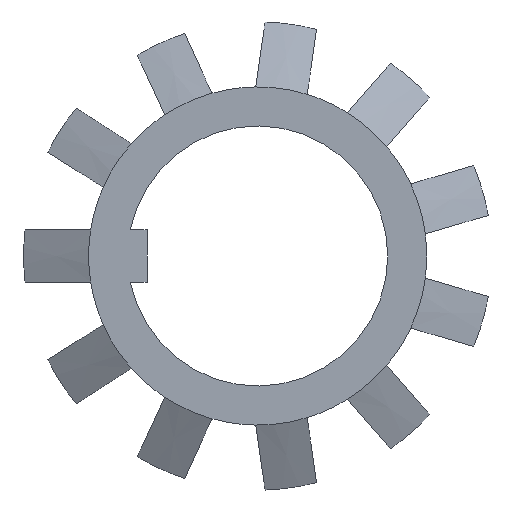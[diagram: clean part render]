
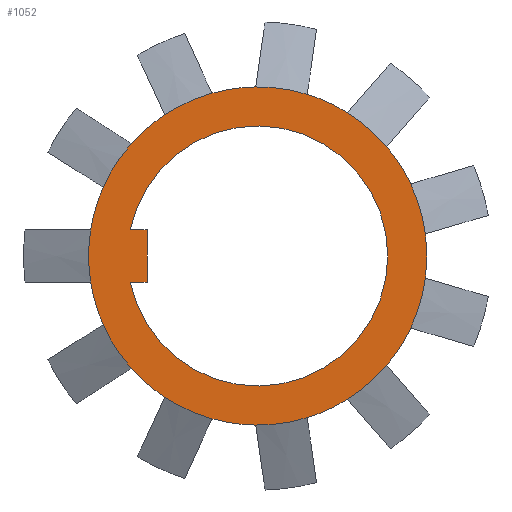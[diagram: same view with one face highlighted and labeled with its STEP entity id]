
A CAD part, left-side view. The second image highlights one B-rep face of the part: STEP entity #1052.
In plain terms, the highlighted planar face has unit normal (-1, 0, 0).
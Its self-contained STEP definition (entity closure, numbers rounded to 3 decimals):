
#104=FACE_BOUND('',#250,.T.);
#106=CIRCLE('',#1139,13.);
#107=CIRCLE('',#1140,13.);
#108=CIRCLE('',#1141,13.);
#109=CIRCLE('',#1142,13.);
#110=CIRCLE('',#1143,13.);
#111=CIRCLE('',#1144,13.);
#112=CIRCLE('',#1145,13.);
#113=CIRCLE('',#1146,13.);
#114=CIRCLE('',#1147,13.);
#115=CIRCLE('',#1148,13.);
#116=CIRCLE('',#1149,13.);
#117=CIRCLE('',#1150,13.);
#118=CIRCLE('',#1151,13.);
#119=CIRCLE('',#1152,13.);
#120=CIRCLE('',#1153,13.);
#121=CIRCLE('',#1154,13.);
#122=CIRCLE('',#1155,13.);
#123=CIRCLE('',#1156,13.);
#124=CIRCLE('',#1157,13.);
#125=CIRCLE('',#1158,13.);
#126=CIRCLE('',#1159,13.);
#127=CIRCLE('',#1160,13.);
#128=CIRCLE('',#1161,10.);
#177=FACE_OUTER_BOUND('',#249,.T.);
#249=EDGE_LOOP('',(#702,#703,#704,#705,#706,#707,#708,#709,#710,#711,#712,
#713,#714,#715,#716,#717,#718,#719,#720,#721,#722,#723));
#250=EDGE_LOOP('',(#724,#725,#726,#727));
#323=LINE('',#1620,#377);
#324=LINE('',#1623,#378);
#328=LINE('',#1631,#382);
#377=VECTOR('',#1282,10.);
#378=VECTOR('',#1285,10.);
#382=VECTOR('',#1291,10.);
#429=VERTEX_POINT('',#1614);
#431=VERTEX_POINT('',#1618);
#432=VERTEX_POINT('',#1622);
#434=VERTEX_POINT('',#1628);
#436=VERTEX_POINT('',#1634);
#437=VERTEX_POINT('',#1635);
#438=VERTEX_POINT('',#1637);
#439=VERTEX_POINT('',#1639);
#440=VERTEX_POINT('',#1641);
#441=VERTEX_POINT('',#1643);
#442=VERTEX_POINT('',#1645);
#443=VERTEX_POINT('',#1647);
#444=VERTEX_POINT('',#1649);
#445=VERTEX_POINT('',#1651);
#446=VERTEX_POINT('',#1653);
#447=VERTEX_POINT('',#1655);
#448=VERTEX_POINT('',#1657);
#449=VERTEX_POINT('',#1659);
#450=VERTEX_POINT('',#1661);
#451=VERTEX_POINT('',#1663);
#452=VERTEX_POINT('',#1665);
#453=VERTEX_POINT('',#1667);
#454=VERTEX_POINT('',#1669);
#455=VERTEX_POINT('',#1671);
#456=VERTEX_POINT('',#1673);
#457=VERTEX_POINT('',#1675);
#527=EDGE_CURVE('',#431,#429,#323,.T.);
#528=EDGE_CURVE('',#432,#431,#324,.T.);
#532=EDGE_CURVE('',#434,#432,#328,.T.);
#534=EDGE_CURVE('',#436,#437,#106,.T.);
#535=EDGE_CURVE('',#438,#436,#107,.T.);
#536=EDGE_CURVE('',#439,#438,#108,.T.);
#537=EDGE_CURVE('',#440,#439,#109,.T.);
#538=EDGE_CURVE('',#441,#440,#110,.T.);
#539=EDGE_CURVE('',#442,#441,#111,.T.);
#540=EDGE_CURVE('',#443,#442,#112,.T.);
#541=EDGE_CURVE('',#444,#443,#113,.T.);
#542=EDGE_CURVE('',#445,#444,#114,.T.);
#543=EDGE_CURVE('',#446,#445,#115,.T.);
#544=EDGE_CURVE('',#447,#446,#116,.T.);
#545=EDGE_CURVE('',#448,#447,#117,.T.);
#546=EDGE_CURVE('',#449,#448,#118,.T.);
#547=EDGE_CURVE('',#450,#449,#119,.T.);
#548=EDGE_CURVE('',#451,#450,#120,.T.);
#549=EDGE_CURVE('',#452,#451,#121,.T.);
#550=EDGE_CURVE('',#453,#452,#122,.T.);
#551=EDGE_CURVE('',#454,#453,#123,.T.);
#552=EDGE_CURVE('',#455,#454,#124,.T.);
#553=EDGE_CURVE('',#456,#455,#125,.T.);
#554=EDGE_CURVE('',#457,#456,#126,.T.);
#555=EDGE_CURVE('',#437,#457,#127,.T.);
#556=EDGE_CURVE('',#434,#429,#128,.T.);
#702=ORIENTED_EDGE('',*,*,#534,.F.);
#703=ORIENTED_EDGE('',*,*,#535,.F.);
#704=ORIENTED_EDGE('',*,*,#536,.F.);
#705=ORIENTED_EDGE('',*,*,#537,.F.);
#706=ORIENTED_EDGE('',*,*,#538,.F.);
#707=ORIENTED_EDGE('',*,*,#539,.F.);
#708=ORIENTED_EDGE('',*,*,#540,.F.);
#709=ORIENTED_EDGE('',*,*,#541,.F.);
#710=ORIENTED_EDGE('',*,*,#542,.F.);
#711=ORIENTED_EDGE('',*,*,#543,.F.);
#712=ORIENTED_EDGE('',*,*,#544,.F.);
#713=ORIENTED_EDGE('',*,*,#545,.F.);
#714=ORIENTED_EDGE('',*,*,#546,.F.);
#715=ORIENTED_EDGE('',*,*,#547,.F.);
#716=ORIENTED_EDGE('',*,*,#548,.F.);
#717=ORIENTED_EDGE('',*,*,#549,.F.);
#718=ORIENTED_EDGE('',*,*,#550,.F.);
#719=ORIENTED_EDGE('',*,*,#551,.F.);
#720=ORIENTED_EDGE('',*,*,#552,.F.);
#721=ORIENTED_EDGE('',*,*,#553,.F.);
#722=ORIENTED_EDGE('',*,*,#554,.F.);
#723=ORIENTED_EDGE('',*,*,#555,.F.);
#724=ORIENTED_EDGE('',*,*,#527,.F.);
#725=ORIENTED_EDGE('',*,*,#528,.F.);
#726=ORIENTED_EDGE('',*,*,#532,.F.);
#727=ORIENTED_EDGE('',*,*,#556,.T.);
#1025=PLANE('',#1138);
#1052=ADVANCED_FACE('',(#177,#104),#1025,.T.);
#1138=AXIS2_PLACEMENT_3D('',#1633,#1293,#1294);
#1139=AXIS2_PLACEMENT_3D('',#1636,#1295,#1296);
#1140=AXIS2_PLACEMENT_3D('',#1638,#1297,#1298);
#1141=AXIS2_PLACEMENT_3D('',#1640,#1299,#1300);
#1142=AXIS2_PLACEMENT_3D('',#1642,#1301,#1302);
#1143=AXIS2_PLACEMENT_3D('',#1644,#1303,#1304);
#1144=AXIS2_PLACEMENT_3D('',#1646,#1305,#1306);
#1145=AXIS2_PLACEMENT_3D('',#1648,#1307,#1308);
#1146=AXIS2_PLACEMENT_3D('',#1650,#1309,#1310);
#1147=AXIS2_PLACEMENT_3D('',#1652,#1311,#1312);
#1148=AXIS2_PLACEMENT_3D('',#1654,#1313,#1314);
#1149=AXIS2_PLACEMENT_3D('',#1656,#1315,#1316);
#1150=AXIS2_PLACEMENT_3D('',#1658,#1317,#1318);
#1151=AXIS2_PLACEMENT_3D('',#1660,#1319,#1320);
#1152=AXIS2_PLACEMENT_3D('',#1662,#1321,#1322);
#1153=AXIS2_PLACEMENT_3D('',#1664,#1323,#1324);
#1154=AXIS2_PLACEMENT_3D('',#1666,#1325,#1326);
#1155=AXIS2_PLACEMENT_3D('',#1668,#1327,#1328);
#1156=AXIS2_PLACEMENT_3D('',#1670,#1329,#1330);
#1157=AXIS2_PLACEMENT_3D('',#1672,#1331,#1332);
#1158=AXIS2_PLACEMENT_3D('',#1674,#1333,#1334);
#1159=AXIS2_PLACEMENT_3D('',#1676,#1335,#1336);
#1160=AXIS2_PLACEMENT_3D('',#1677,#1337,#1338);
#1161=AXIS2_PLACEMENT_3D('',#1678,#1339,#1340);
#1282=DIRECTION('',(0.,1.,0.));
#1285=DIRECTION('',(0.,0.,-1.));
#1291=DIRECTION('',(0.,-1.,0.));
#1293=DIRECTION('center_axis',(-1.,0.,0.));
#1294=DIRECTION('ref_axis',(0.,0.,1.));
#1295=DIRECTION('center_axis',(1.,0.,0.));
#1296=DIRECTION('ref_axis',(0.,0.,-1.));
#1297=DIRECTION('center_axis',(1.,0.,0.));
#1298=DIRECTION('ref_axis',(0.,0.,-1.));
#1299=DIRECTION('center_axis',(1.,0.,0.));
#1300=DIRECTION('ref_axis',(0.,0.,-1.));
#1301=DIRECTION('center_axis',(1.,0.,0.));
#1302=DIRECTION('ref_axis',(0.,0.,-1.));
#1303=DIRECTION('center_axis',(1.,0.,0.));
#1304=DIRECTION('ref_axis',(0.,0.,-1.));
#1305=DIRECTION('center_axis',(1.,0.,0.));
#1306=DIRECTION('ref_axis',(0.,0.,-1.));
#1307=DIRECTION('center_axis',(1.,0.,0.));
#1308=DIRECTION('ref_axis',(0.,0.,-1.));
#1309=DIRECTION('center_axis',(1.,0.,0.));
#1310=DIRECTION('ref_axis',(0.,0.,-1.));
#1311=DIRECTION('center_axis',(1.,0.,0.));
#1312=DIRECTION('ref_axis',(0.,0.,-1.));
#1313=DIRECTION('center_axis',(1.,0.,0.));
#1314=DIRECTION('ref_axis',(0.,0.,-1.));
#1315=DIRECTION('center_axis',(1.,0.,0.));
#1316=DIRECTION('ref_axis',(0.,0.,-1.));
#1317=DIRECTION('center_axis',(1.,0.,0.));
#1318=DIRECTION('ref_axis',(0.,0.,-1.));
#1319=DIRECTION('center_axis',(1.,0.,0.));
#1320=DIRECTION('ref_axis',(0.,0.,-1.));
#1321=DIRECTION('center_axis',(1.,0.,0.));
#1322=DIRECTION('ref_axis',(0.,0.,-1.));
#1323=DIRECTION('center_axis',(1.,0.,0.));
#1324=DIRECTION('ref_axis',(0.,0.,-1.));
#1325=DIRECTION('center_axis',(1.,0.,0.));
#1326=DIRECTION('ref_axis',(0.,0.,-1.));
#1327=DIRECTION('center_axis',(1.,0.,0.));
#1328=DIRECTION('ref_axis',(0.,0.,-1.));
#1329=DIRECTION('center_axis',(1.,0.,0.));
#1330=DIRECTION('ref_axis',(0.,0.,-1.));
#1331=DIRECTION('center_axis',(1.,0.,0.));
#1332=DIRECTION('ref_axis',(0.,0.,-1.));
#1333=DIRECTION('center_axis',(1.,0.,0.));
#1334=DIRECTION('ref_axis',(0.,0.,-1.));
#1335=DIRECTION('center_axis',(1.,0.,0.));
#1336=DIRECTION('ref_axis',(0.,0.,-1.));
#1337=DIRECTION('center_axis',(1.,0.,0.));
#1338=DIRECTION('ref_axis',(0.,0.,-1.));
#1339=DIRECTION('center_axis',(1.,0.,0.));
#1340=DIRECTION('ref_axis',(0.,0.,-1.));
#1614=CARTESIAN_POINT('',(0.,9.798,-2.));
#1618=CARTESIAN_POINT('',(0.,8.5,-2.));
#1620=CARTESIAN_POINT('',(0.,8.5,-2.));
#1622=CARTESIAN_POINT('',(0.,8.5,2.));
#1623=CARTESIAN_POINT('',(0.,8.5,2.));
#1628=CARTESIAN_POINT('',(0.,9.798,2.));
#1631=CARTESIAN_POINT('',(0.,11.25,2.));
#1633=CARTESIAN_POINT('Origin',(0.,13.,0.));
#1634=CARTESIAN_POINT('',(0.,12.845,-2.));
#1635=CARTESIAN_POINT('',(0.,12.845,2.));
#1636=CARTESIAN_POINT('Origin',(0.,0.,0.));
#1637=CARTESIAN_POINT('',(0.,11.887,-5.262));
#1638=CARTESIAN_POINT('Origin',(0.,0.,0.));
#1639=CARTESIAN_POINT('',(0.,9.725,-8.627));
#1640=CARTESIAN_POINT('Origin',(0.,0.,0.));
#1641=CARTESIAN_POINT('',(0.,7.155,-10.854));
#1642=CARTESIAN_POINT('Origin',(0.,0.,0.));
#1643=CARTESIAN_POINT('',(0.,3.517,-12.515));
#1644=CARTESIAN_POINT('Origin',(0.,0.,0.));
#1645=CARTESIAN_POINT('',(0.,0.152,-12.999));
#1646=CARTESIAN_POINT('Origin',(0.,0.,0.));
#1647=CARTESIAN_POINT('',(0.,-3.808,-12.43));
#1648=CARTESIAN_POINT('Origin',(0.,0.,0.));
#1649=CARTESIAN_POINT('',(0.,-6.9,-11.018));
#1650=CARTESIAN_POINT('Origin',(0.,0.,0.));
#1651=CARTESIAN_POINT('',(0.,-9.923,-8.398));
#1652=CARTESIAN_POINT('Origin',(0.,0.,0.));
#1653=CARTESIAN_POINT('',(0.,-11.761,-5.538));
#1654=CARTESIAN_POINT('Origin',(0.,0.,0.));
#1655=CARTESIAN_POINT('',(0.,-12.888,-1.7));
#1656=CARTESIAN_POINT('Origin',(0.,0.,0.));
#1657=CARTESIAN_POINT('',(0.,-12.888,1.7));
#1658=CARTESIAN_POINT('Origin',(0.,0.,0.));
#1659=CARTESIAN_POINT('',(0.,-11.761,5.538));
#1660=CARTESIAN_POINT('Origin',(0.,0.,0.));
#1661=CARTESIAN_POINT('',(0.,-9.923,8.398));
#1662=CARTESIAN_POINT('Origin',(0.,0.,0.));
#1663=CARTESIAN_POINT('',(0.,-6.9,11.018));
#1664=CARTESIAN_POINT('Origin',(0.,0.,0.));
#1665=CARTESIAN_POINT('',(0.,-3.808,12.43));
#1666=CARTESIAN_POINT('Origin',(0.,0.,0.));
#1667=CARTESIAN_POINT('',(0.,0.152,12.999));
#1668=CARTESIAN_POINT('Origin',(0.,0.,0.));
#1669=CARTESIAN_POINT('',(0.,3.517,12.515));
#1670=CARTESIAN_POINT('Origin',(0.,0.,0.));
#1671=CARTESIAN_POINT('',(0.,7.155,10.854));
#1672=CARTESIAN_POINT('Origin',(0.,0.,0.));
#1673=CARTESIAN_POINT('',(0.,9.725,8.627));
#1674=CARTESIAN_POINT('Origin',(0.,0.,0.));
#1675=CARTESIAN_POINT('',(0.,11.887,5.262));
#1676=CARTESIAN_POINT('Origin',(0.,0.,0.));
#1677=CARTESIAN_POINT('Origin',(0.,0.,0.));
#1678=CARTESIAN_POINT('Origin',(0.,0.,0.));
